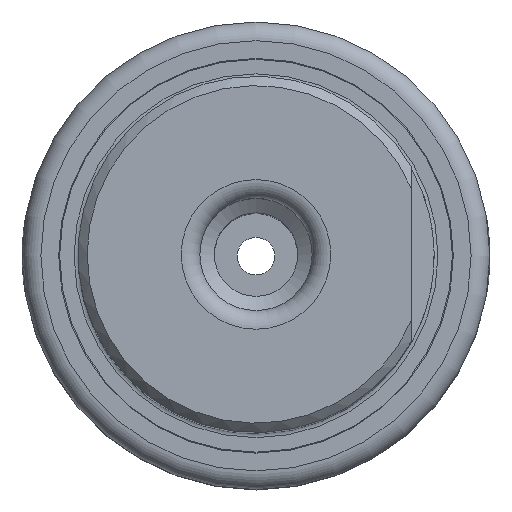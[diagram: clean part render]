
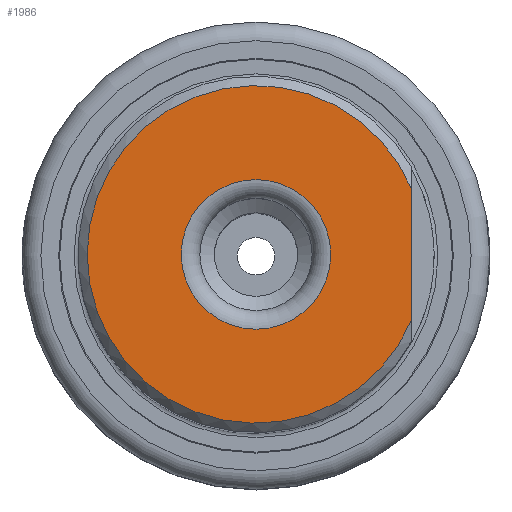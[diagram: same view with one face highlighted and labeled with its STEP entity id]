
A CAD part, top view. The second image highlights one B-rep face of the part: STEP entity #1986.
In plain terms, the highlighted planar face has unit normal (0, 0, 1).
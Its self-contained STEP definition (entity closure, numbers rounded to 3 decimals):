
#21=LINE('',#3069,#25);
#25=VECTOR('',#2667,1000.);
#56=PLANE('',#2224);
#336=ORIENTED_EDGE('',*,*,#479,.T.);
#337=ORIENTED_EDGE('',*,*,#480,.T.);
#338=ORIENTED_EDGE('',*,*,#478,.F.);
#478=EDGE_CURVE('',#602,#602,#713,.T.);
#479=EDGE_CURVE('',#603,#604,#21,.T.);
#480=EDGE_CURVE('',#604,#603,#714,.T.);
#602=VERTEX_POINT('',#3067);
#603=VERTEX_POINT('',#3070);
#604=VERTEX_POINT('',#3071);
#713=CIRCLE('',#2223,4.);
#714=CIRCLE('',#2225,9.025);
#927=EDGE_LOOP('',(#336,#337));
#928=EDGE_LOOP('',(#338));
#1159=FACE_BOUND('',#927,.T.);
#1160=FACE_BOUND('',#928,.T.);
#1986=ADVANCED_FACE('',(#1159,#1160),#56,.T.);
#2223=AXIS2_PLACEMENT_3D('',#3066,#2663,#2664);
#2224=AXIS2_PLACEMENT_3D('',#3068,#2665,#2666);
#2225=AXIS2_PLACEMENT_3D('',#3072,#2668,#2669);
#2663=DIRECTION('',(0.,0.,1.));
#2664=DIRECTION('',(1.,0.,0.));
#2665=DIRECTION('',(0.,0.,1.));
#2666=DIRECTION('',(1.,0.,0.));
#2667=DIRECTION('',(0.,1.,0.));
#2668=DIRECTION('',(0.,0.,1.));
#2669=DIRECTION('',(1.,0.,0.));
#3066=CARTESIAN_POINT('',(0.,0.,48.22));
#3067=CARTESIAN_POINT('',(4.,0.,48.22));
#3068=CARTESIAN_POINT('',(4.,0.,48.22));
#3069=CARTESIAN_POINT('',(8.325,-57.601,48.22));
#3070=CARTESIAN_POINT('',(8.325,-3.485,48.22));
#3071=CARTESIAN_POINT('',(8.325,3.485,48.22));
#3072=CARTESIAN_POINT('',(0.,0.,48.22));
